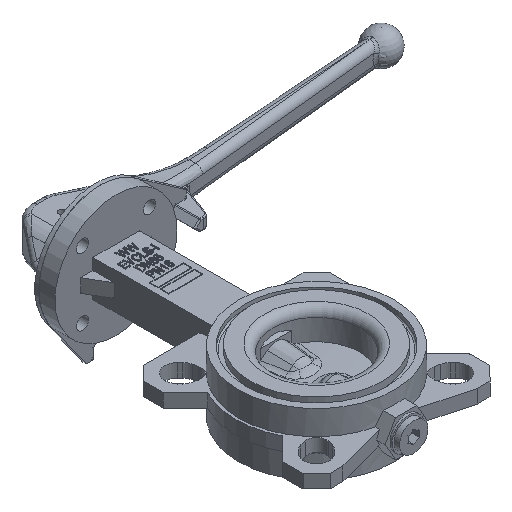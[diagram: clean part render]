
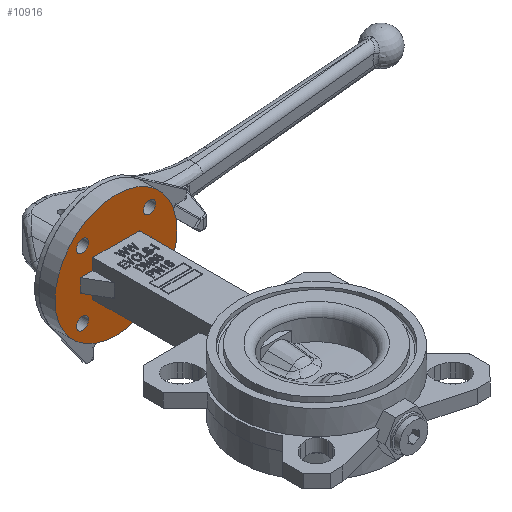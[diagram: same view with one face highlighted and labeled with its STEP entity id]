
A CAD part, isometric view. The second image highlights one B-rep face of the part: STEP entity #10916.
In plain terms, the highlighted planar face has unit normal (0, -1, 0).
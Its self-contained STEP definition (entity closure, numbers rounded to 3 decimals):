
#140=FACE_BOUND('',#1845,.T.);
#141=FACE_BOUND('',#1846,.T.);
#142=FACE_BOUND('',#1847,.T.);
#143=FACE_BOUND('',#1848,.T.);
#144=FACE_BOUND('',#1849,.T.);
#327=PLANE('',#11789);
#1215=FACE_OUTER_BOUND('',#1844,.T.);
#1844=EDGE_LOOP('',(#8429));
#1845=EDGE_LOOP('',(#8430,#8431,#8432,#8433,#8434,#8435,#8436,#8437,#8438,
#8439,#8440,#8441));
#1846=EDGE_LOOP('',(#8442));
#1847=EDGE_LOOP('',(#8443));
#1848=EDGE_LOOP('',(#8444));
#1849=EDGE_LOOP('',(#8445));
#2523=LINE('',#19119,#3459);
#2655=LINE('',#20453,#3591);
#2656=LINE('',#20455,#3592);
#2657=LINE('',#20457,#3593);
#2658=LINE('',#20459,#3594);
#2659=LINE('',#20461,#3595);
#2660=LINE('',#20463,#3596);
#2661=LINE('',#20465,#3597);
#2662=LINE('',#20467,#3598);
#2663=LINE('',#20469,#3599);
#2664=LINE('',#20470,#3600);
#2665=LINE('',#20471,#3601);
#3459=VECTOR('',#13366,1000.);
#3591=VECTOR('',#13504,1000.);
#3592=VECTOR('',#13505,1000.);
#3593=VECTOR('',#13506,1000.);
#3594=VECTOR('',#13507,1000.);
#3595=VECTOR('',#13508,1000.);
#3596=VECTOR('',#13509,1000.);
#3597=VECTOR('',#13510,1000.);
#3598=VECTOR('',#13511,1000.);
#3599=VECTOR('',#13512,1000.);
#3600=VECTOR('',#13513,1000.);
#3601=VECTOR('',#13514,1000.);
#4350=CIRCLE('',#11705,4.5);
#4352=CIRCLE('',#11708,4.5);
#4354=CIRCLE('',#11711,4.5);
#4356=CIRCLE('',#11714,4.5);
#4359=CIRCLE('',#11718,45.);
#4832=VERTEX_POINT('',#18870);
#4834=VERTEX_POINT('',#18876);
#4836=VERTEX_POINT('',#18882);
#4838=VERTEX_POINT('',#18888);
#4841=VERTEX_POINT('',#18896);
#4904=VERTEX_POINT('',#19116);
#4905=VERTEX_POINT('',#19118);
#5101=VERTEX_POINT('',#20451);
#5102=VERTEX_POINT('',#20452);
#5103=VERTEX_POINT('',#20454);
#5104=VERTEX_POINT('',#20456);
#5105=VERTEX_POINT('',#20458);
#5106=VERTEX_POINT('',#20460);
#5107=VERTEX_POINT('',#20462);
#5108=VERTEX_POINT('',#20464);
#5109=VERTEX_POINT('',#20466);
#5110=VERTEX_POINT('',#20468);
#6040=EDGE_CURVE('',#4832,#4832,#4350,.T.);
#6043=EDGE_CURVE('',#4834,#4834,#4352,.T.);
#6046=EDGE_CURVE('',#4836,#4836,#4354,.T.);
#6049=EDGE_CURVE('',#4838,#4838,#4356,.T.);
#6054=EDGE_CURVE('',#4841,#4841,#4359,.T.);
#6145=EDGE_CURVE('',#4904,#4905,#2523,.T.);
#6345=EDGE_CURVE('',#5101,#5102,#2655,.T.);
#6346=EDGE_CURVE('',#5101,#5103,#2656,.T.);
#6347=EDGE_CURVE('',#5103,#5104,#2657,.T.);
#6348=EDGE_CURVE('',#5104,#5105,#2658,.T.);
#6349=EDGE_CURVE('',#5106,#5105,#2659,.T.);
#6350=EDGE_CURVE('',#5107,#5106,#2660,.T.);
#6351=EDGE_CURVE('',#5107,#5108,#2661,.T.);
#6352=EDGE_CURVE('',#5109,#5108,#2662,.T.);
#6353=EDGE_CURVE('',#5110,#5109,#2663,.T.);
#6354=EDGE_CURVE('',#4905,#5110,#2664,.T.);
#6355=EDGE_CURVE('',#4904,#5102,#2665,.T.);
#8429=ORIENTED_EDGE('',*,*,#6054,.F.);
#8430=ORIENTED_EDGE('',*,*,#6345,.F.);
#8431=ORIENTED_EDGE('',*,*,#6346,.T.);
#8432=ORIENTED_EDGE('',*,*,#6347,.T.);
#8433=ORIENTED_EDGE('',*,*,#6348,.T.);
#8434=ORIENTED_EDGE('',*,*,#6349,.F.);
#8435=ORIENTED_EDGE('',*,*,#6350,.F.);
#8436=ORIENTED_EDGE('',*,*,#6351,.T.);
#8437=ORIENTED_EDGE('',*,*,#6352,.F.);
#8438=ORIENTED_EDGE('',*,*,#6353,.F.);
#8439=ORIENTED_EDGE('',*,*,#6354,.F.);
#8440=ORIENTED_EDGE('',*,*,#6145,.F.);
#8441=ORIENTED_EDGE('',*,*,#6355,.T.);
#8442=ORIENTED_EDGE('',*,*,#6040,.T.);
#8443=ORIENTED_EDGE('',*,*,#6043,.T.);
#8444=ORIENTED_EDGE('',*,*,#6046,.T.);
#8445=ORIENTED_EDGE('',*,*,#6049,.T.);
#10916=ADVANCED_FACE('',(#1215,#140,#141,#142,#143,#144),#327,.F.);
#11705=AXIS2_PLACEMENT_3D('',#18871,#13165,#13166);
#11708=AXIS2_PLACEMENT_3D('',#18877,#13172,#13173);
#11711=AXIS2_PLACEMENT_3D('',#18883,#13179,#13180);
#11714=AXIS2_PLACEMENT_3D('',#18889,#13186,#13187);
#11718=AXIS2_PLACEMENT_3D('',#18898,#13196,#13197);
#11789=AXIS2_PLACEMENT_3D('',#20450,#13502,#13503);
#13165=DIRECTION('center_axis',(0.,1.,0.));
#13166=DIRECTION('ref_axis',(0.,0.,1.));
#13172=DIRECTION('center_axis',(0.,1.,0.));
#13173=DIRECTION('ref_axis',(0.,0.,1.));
#13179=DIRECTION('center_axis',(0.,1.,0.));
#13180=DIRECTION('ref_axis',(0.,0.,1.));
#13186=DIRECTION('center_axis',(0.,1.,0.));
#13187=DIRECTION('ref_axis',(0.,0.,1.));
#13196=DIRECTION('center_axis',(0.,1.,0.));
#13197=DIRECTION('ref_axis',(0.,0.,1.));
#13366=DIRECTION('',(-1.,0.,0.));
#13502=DIRECTION('center_axis',(0.,1.,0.));
#13503=DIRECTION('ref_axis',(0.,0.,1.));
#13504=DIRECTION('',(-1.,0.,0.));
#13505=DIRECTION('',(0.,0.,-1.));
#13506=DIRECTION('',(-1.,0.,0.));
#13507=DIRECTION('',(0.,0.,-1.));
#13508=DIRECTION('',(1.,0.,0.));
#13509=DIRECTION('',(0.,0.,-1.));
#13510=DIRECTION('',(-1.,0.,0.));
#13511=DIRECTION('',(0.,0.,-1.));
#13512=DIRECTION('',(-1.,0.,0.));
#13513=DIRECTION('',(0.,0.,-1.));
#13514=DIRECTION('',(0.,0.,-1.));
#18870=CARTESIAN_POINT('',(-24.749,148.,-29.249));
#18871=CARTESIAN_POINT('Origin',(-24.749,148.,-24.749));
#18876=CARTESIAN_POINT('',(-24.749,148.,20.249));
#18877=CARTESIAN_POINT('Origin',(-24.749,148.,24.749));
#18882=CARTESIAN_POINT('',(24.749,148.,20.249));
#18883=CARTESIAN_POINT('Origin',(24.749,148.,24.749));
#18888=CARTESIAN_POINT('',(24.749,148.,-29.249));
#18889=CARTESIAN_POINT('Origin',(24.749,148.,-24.749));
#18896=CARTESIAN_POINT('',(0.,148.,-45.));
#18898=CARTESIAN_POINT('Origin',(0.,148.,0.));
#19116=CARTESIAN_POINT('',(17.,148.,13.5));
#19118=CARTESIAN_POINT('',(-17.,148.,13.5));
#19119=CARTESIAN_POINT('',(7.794,148.,13.5));
#20450=CARTESIAN_POINT('Origin',(0.,148.,0.));
#20451=CARTESIAN_POINT('',(26.,148.,5.));
#20452=CARTESIAN_POINT('',(17.,148.,5.));
#20453=CARTESIAN_POINT('',(-26.,148.,5.));
#20454=CARTESIAN_POINT('',(26.,148.,-5.));
#20455=CARTESIAN_POINT('',(26.,148.,5.));
#20456=CARTESIAN_POINT('',(17.,148.,-5.));
#20457=CARTESIAN_POINT('',(-26.,148.,-5.));
#20458=CARTESIAN_POINT('',(17.,148.,-13.5));
#20459=CARTESIAN_POINT('',(17.,148.,13.5));
#20460=CARTESIAN_POINT('',(-17.,148.,-13.5));
#20461=CARTESIAN_POINT('',(-7.794,148.,-13.5));
#20462=CARTESIAN_POINT('',(-17.,148.,-5.));
#20463=CARTESIAN_POINT('',(-17.,148.,13.5));
#20464=CARTESIAN_POINT('',(-26.,148.,-5.));
#20465=CARTESIAN_POINT('',(-26.,148.,-5.));
#20466=CARTESIAN_POINT('',(-26.,148.,5.));
#20467=CARTESIAN_POINT('',(-26.,148.,5.));
#20468=CARTESIAN_POINT('',(-17.,148.,5.));
#20469=CARTESIAN_POINT('',(-26.,148.,5.));
#20470=CARTESIAN_POINT('',(-17.,148.,13.5));
#20471=CARTESIAN_POINT('',(17.,148.,13.5));
